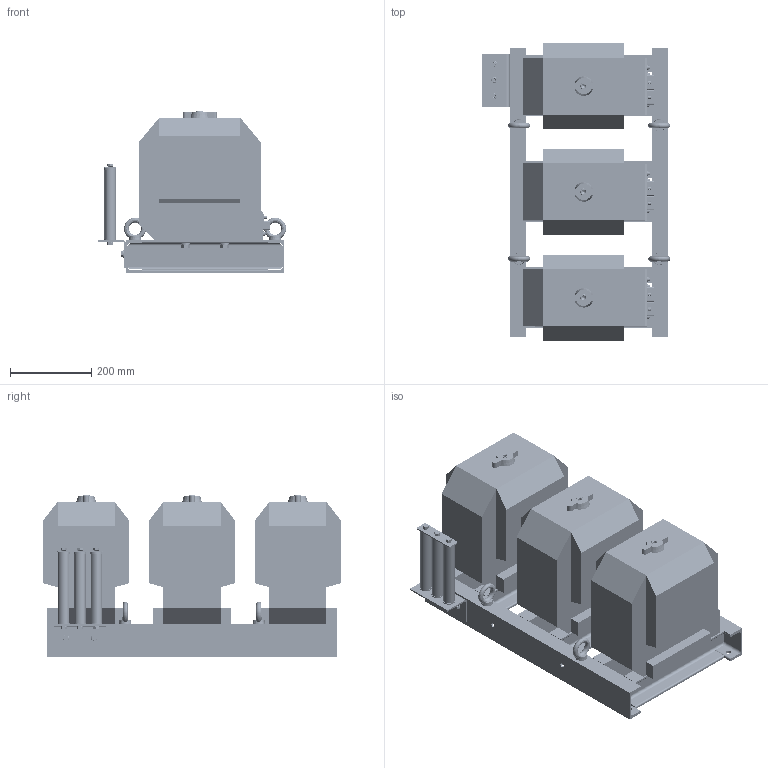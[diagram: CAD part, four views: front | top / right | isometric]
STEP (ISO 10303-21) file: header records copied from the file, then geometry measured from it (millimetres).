
FILE_DESCRIPTION(('STEP AP242'), '1');
FILE_NAME('ÀÄØÏ.1.755.004 3õÇÍÎË-ÝÊ-10 Ì3 Ò 3-6-10êÂ', '', ('UNSPECIFIED'), ('UNSPECIFIED'), 'ASCON STEP Converter 1.6', 'ASCON Math Kernel', '');
FILE_SCHEMA(('AP242_MANAGED_MODEL_BASED_3D_ENGINEERING_MIM_LF { 1 0 10303 442 1 1 4 }'));
Length unit declared in the file: millimetre
Products named in the file (35): 鎗鵻罻 楟.8.211.004
Assembly tree (131 placements, depth 4):
  (unnamed)
    (unnamed)  x6
      (unnamed)
    (unnamed)
      (unnamed)
    (unnamed)
      (unnamed)
    (unnamed)  x4
    (unnamed)  x16
    (unnamed)  x16
    (unnamed)  x4
    (unnamed)  x12
    (unnamed)  x3
      (unnamed)
      (unnamed)
      (unnamed)
      鎗鵻罻 楟.8.211.004
      (unnamed)
      (unnamed)
      (unnamed)
      (unnamed)
        (unnamed)
        (unnamed)
        (unnamed)
    (unnamed)
    (unnamed)  x6
    (unnamed)
    (unnamed)  x3
    (unnamed)  x2
    (unnamed)  x4
    (unnamed)  x2
    (unnamed)  x2
    (unnamed)  x6
    (unnamed)  x6
    (unnamed)  x3
Bounding box: 461.88 x 730 x 396 mm (x, y, z)
Volume: 48864274.9 mm3; surface area: 2654633.1 mm2
Topology: 216 solids, 216 shells, 4951 faces, 11698 edges, 7375 vertices
Faces by surface type: plane 2648, cylinder 1017, extrusion 531, torus 414, cone 300, sphere 21, bspline 20
Full cylindrical faces by diameter (mm): 2 x24, 2.5 x6, 4 x42, 4.134 x6, 4.917 x21, 5 x12, 5.5 x6, 6 x21, 6.4 x21, 6.647 x6, 6.8 x12, 8 x9, 8.376 x3, 8.5 x1, 8.647 x2, 9 x12, 10 x65, 10.106 x12, 10.376 x4, 11 x10, 11.16 x12, 12 x37, 13 x28, 14 x18, 17 x36, 17.2 x6, 17.5 x3, 20 x4, 24 x16, 28 x3
Entity records: 66212 total; most frequent: CARTESIAN_POINT 28038, ORIENTED_EDGE 5086, DIRECTION 4903, EDGE_CURVE 2543, VERTEX_POINT 1744, AXIS2_PLACEMENT_3D 1671, VECTOR 1561, EDGE_LOOP 1455
